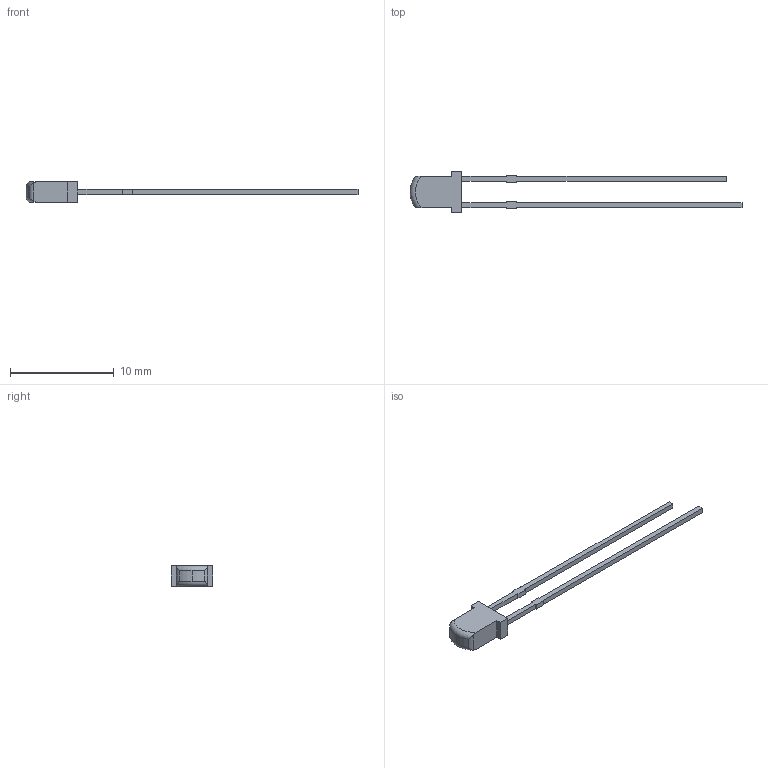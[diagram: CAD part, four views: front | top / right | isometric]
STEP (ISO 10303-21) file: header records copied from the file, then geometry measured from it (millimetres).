
FILE_DESCRIPTION (( 'STEP AP214' ), '1' );
FILE_NAME ('XSxx76.STEP', '2015-09-04T17:03:46', ( '' ), ( '' ), 'SwSTEP 2.0', 'SolidWorks 2012', '' );
FILE_SCHEMA (( 'AUTOMOTIVE_DESIGN' ));
Length unit declared in the file: millimetre
Products named in the file (1): XSxx76
Bounding box: 32 x 4 x 2 mm (x, y, z)
Volume: 44 mm3; surface area: 170 mm2
Topology: 1 solids, 1 shells, 231 faces, 633 edges, 422 vertices
Faces by surface type: plane 157, bspline 68, cylinder 4, torus 2
Entity records: 12301 total; most frequent: CARTESIAN_POINT 4519, ORIENTED_EDGE 1266, DIRECTION 823, EDGE_CURVE 633, VECTOR 483, LINE 483, VERTEX_POINT 422, EDGE_LOOP 249
